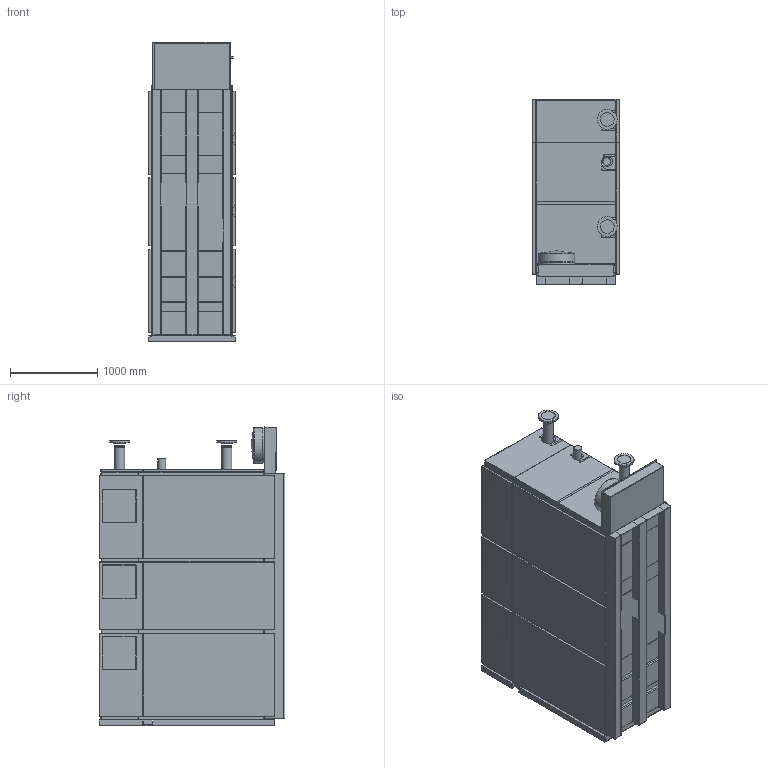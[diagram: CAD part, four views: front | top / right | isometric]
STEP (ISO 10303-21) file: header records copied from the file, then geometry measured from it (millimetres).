
FILE_DESCRIPTION(/* description */ (''),/* implementation_level */ '2;1');
FILE_NAME(/* name */ 'Vitocrossal 300 CA3B-5.0.stp',/* time_stamp */ '2021-01-11T14:22:27-05:00',/* author */ ('pfid'),/* organization */ (''),/* preprocessor_version */ 'ST-DEVELOPER v18',/* originating_system */ 'Autodesk Inventor 2020',/* authorisation */ '');
FILE_SCHEMA (('AUTOMOTIVE_DESIGN { 1 0 10303 214 3 1 1 }','INTEGRATED_CNC_SCHEMA'));
Products named in the file (1): Vitocrossal 300 CA3B-5.0 SF-Installation Fittings_Substitute_1
Bounding box: 997 x 2131 x 3446.86 mm (x, y, z)
Surface area: 59181844.3 mm2 (no closed solid volume)
Topology: 0 solids, 173 shells, 1337 faces, 6295 edges, 5005 vertices
Faces by surface type: plane 818, cylinder 450, bspline 34, sphere 14, cone 11, torus 10
Full cylindrical faces by diameter (mm): 88.9 x1, 114.3 x4, 157.2 x2, 228.6 x2, 410.4 x2
Entity records: 65517 total; most frequent: CARTESIAN_POINT 14418, DIRECTION 10505, ORIENTED_EDGE 8418, EDGE_CURVE 6294, VERTEX_POINT 5005, LINE 4459, VECTOR 4459, AXIS2_PLACEMENT_3D 3023
